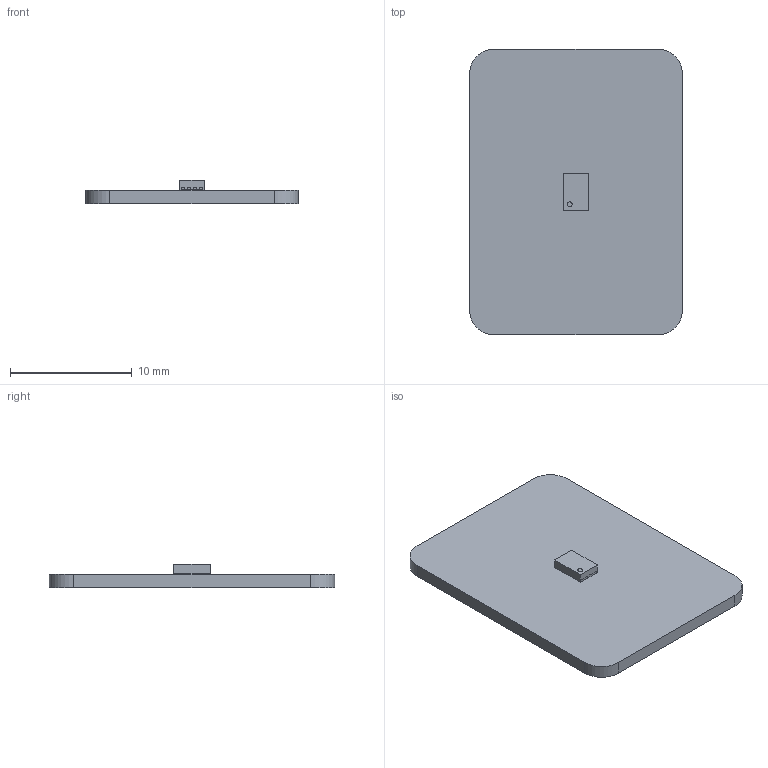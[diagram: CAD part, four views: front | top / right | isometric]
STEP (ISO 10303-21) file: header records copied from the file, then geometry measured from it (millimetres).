
FILE_DESCRIPTION(('KiCad electronic assembly'),'2;1');
FILE_NAME('Tag.kicad_G_pcb.step','2024-05-13T17:51:39',('Pcbnew'),( 'Kicad'),'Open CASCADE STEP processor 7.7','KiCad to STEP converter' ,'Unknown');
FILE_SCHEMA(('AUTOMOTIVE_DESIGN { 1 0 10303 214 1 1 1 1 }'));
Length unit declared in the file: millimetre
Products named in the file (4): Tag.kicad_G_pcb 1; DFN-8-1EP_3x2mm_P0.5mm_EP1.75x1.45mm; DFN-8-1EP_3x2mm_Pitch0.5mm; _autosave-Tag.kicad_G_pcb_PCB
Assembly tree (3 placements, depth 3):
  Tag.kicad_G_pcb 1
    DFN-8-1EP_3x2mm_P0.5mm_EP1.75x1.45mm
      DFN-8-1EP_3x2mm_Pitch0.5mm
    _autosave-Tag.kicad_G_pcb_PCB
Bounding box: 17.5 x 23.5 x 1.91 mm (x, y, z)
Volume: 449 mm3; surface area: 920.9 mm2
Topology: 2 solids, 2 shells, 72 faces, 198 edges, 132 vertices
Faces by surface type: plane 59, cylinder 13
Full cylindrical faces by diameter (mm): 0.4 x1
Entity records: 2777 total; most frequent: CARTESIAN_POINT 406, ORIENTED_EDGE 396, DIRECTION 376, EDGE_CURVE 198, LINE 172, VECTOR 172, VERTEX_POINT 132, AXIS2_PLACEMENT_3D 102
